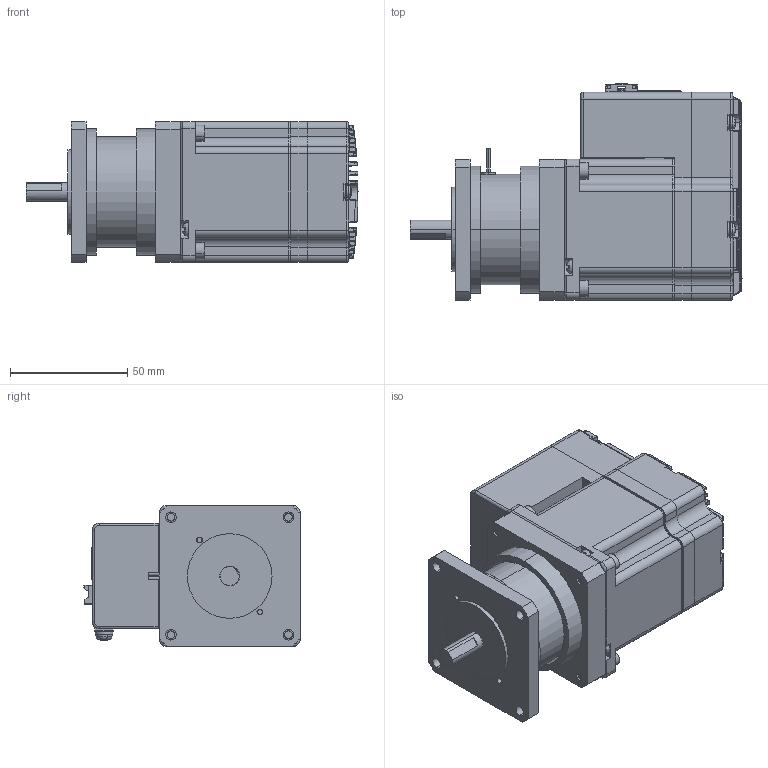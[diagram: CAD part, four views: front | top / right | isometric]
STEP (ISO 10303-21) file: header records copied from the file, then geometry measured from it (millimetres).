
FILE_DESCRIPTION (( 'STEP AP203' ), '1' );
FILE_NAME ('P11E-MO-060-04-R01.STEP', '2020-05-04T06:36:49', ( '' ), ( '' ), 'SwSTEP 2.0', 'SolidWorks 2018', '' );
FILE_SCHEMA (( 'CONFIG_CONTROL_DESIGN' ));
Length unit declared in the file: millimetre
Products named in the file (36): 09455511103_100183220MOD000B; 瞪錳蕾樓攪喀攪; SH-7050TA; 瞪錳薄樓醴喀攪-1; BXW-02-10-53_3D; 42EC-PCB1-01; socket head cap screw_ks_KS 1003 - M4 x 16 x 16-N; M119-EC-060-01-R00; plain washer small grade a_iso_Washer ISO 7092 - 3; 20PS-JMCS-G-1B-TF(N); pan cross head_ks_KS 1023 PC- M3 x 25-N; _SH-7050A_body; spring lock washer_2_jis_JIS B 1251 No.2 4; 瞪錳薄樓醴喀攪-4; _SH-700-Without knob (Minus slot); M119-EC-042-04-R00; 60EC-PCB1-01; 877600816; M117-MO-060-01-R00; small circular plain washer_jis_JIS B 1256 Small circular 4; 5016451220; 瞪錳薄樓醴喀攪-5; 791091003; M11D-EC-060-01-R01; 60EC-PCB2-01; 20R-JMCS-G-B-TF(NSA); pan cross head_ks_KS 1023 PC- M3 x 20-N; P11E-MO-060-04-R01; 瞪錳薄樓醴喀攪-3; KMG; 56EC-PCB3-01; pan cross head_ks_KS 1023 PC- M4 x 6-N; 瞪錳薄樓醴喀攪-2; sams; spring lock washer_ks_KS 1324 - M3; 60陝 衛お
Assembly tree (55 placements, depth 3):
  P11E-MO-060-04-R01
    M117-MO-060-01-R00
    60EC-PCB1-01
    pan cross head_ks_KS 1023 PC- M3 x 20-N  x2
    pan cross head_ks_KS 1023 PC- M3 x 25-N  x3
    KMG
    M119-EC-060-01-R00
    42EC-PCB1-01
    56EC-PCB3-01
    M119-EC-042-04-R00
    09455511103_100183220MOD000B  x2
    瞪錳蕾樓攪喀攪
      瞪錳薄樓醴喀攪-1
      瞪錳薄樓醴喀攪-2
      瞪錳薄樓醴喀攪-3
      瞪錳薄樓醴喀攪-4
      瞪錳薄樓醴喀攪-5
    5016451220
    60EC-PCB2-01
    877600816  x2
    20PS-JMCS-G-1B-TF(N)  x2
    20R-JMCS-G-B-TF(NSA)  x2
    791091003  x2
    M11D-EC-060-01-R01
    spring lock washer_ks_KS 1324 - M3  x5
    plain washer small grade a_iso_Washer ISO 7092 - 3  x5
    SH-7050TA  x2
      _SH-7050A_body
      _SH-700-Without knob (Minus slot)
    BXW-02-10-53_3D
    socket head cap screw_ks_KS 1003 - M4 x 16 x 16-N  x4
    60陝 衛お
    sams
      small circular plain washer_jis_JIS B 1256 Small circular 4
      spring lock washer_2_jis_JIS B 1251 No.2 4
      pan cross head_ks_KS 1023 PC- M4 x 6-N
Bounding box: 141.3 x 92.1 x 60 mm (x, y, z)
Volume: 336399.1 mm3; surface area: 140838.2 mm2
Topology: 54 solids, 66 shells, 8760 faces, 23978 edges, 15448 vertices
Faces by surface type: plane 6504, cylinder 1657, bspline 268, cone 151, torus 97, sphere 83
Entity records: 181689 total; most frequent: CARTESIAN_POINT 39349, ORIENTED_EDGE 29662, DIRECTION 27445, EDGE_CURVE 14831, VECTOR 11317, LINE 11317, VERTEX_POINT 9519, AXIS2_PLACEMENT_3D 8064
